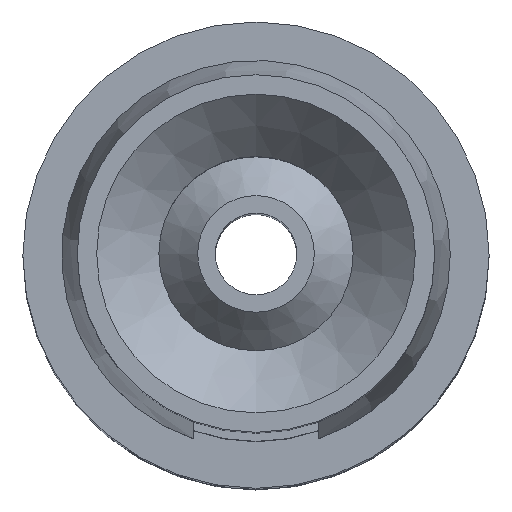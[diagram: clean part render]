
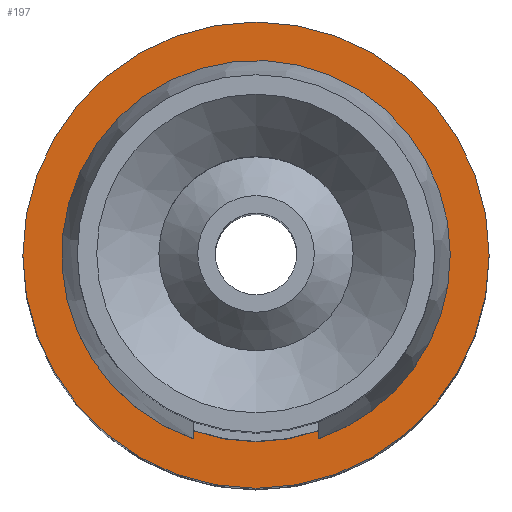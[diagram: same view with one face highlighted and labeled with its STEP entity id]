
A CAD part, top view. The second image highlights one B-rep face of the part: STEP entity #197.
In plain terms, the highlighted planar face has unit normal (0, 0, 1).
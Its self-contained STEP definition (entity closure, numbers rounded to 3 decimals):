
#120=PLANE('',#2381);
#197=ADVANCED_FACE('',(#314,#315),#120,.T.);
#314=FACE_BOUND('',#418,.T.);
#315=FACE_BOUND('',#419,.T.);
#418=EDGE_LOOP('',(#686));
#419=EDGE_LOOP('',(#687));
#686=ORIENTED_EDGE('',*,*,#965,.T.);
#687=ORIENTED_EDGE('',*,*,#886,.F.);
#756=VERTEX_POINT('',#3814);
#830=VERTEX_POINT('',#4311);
#886=EDGE_CURVE('',#756,#756,#1063,.T.);
#965=EDGE_CURVE('',#830,#830,#1106,.T.);
#1063=CIRCLE('',#2285,3.);
#1106=CIRCLE('',#2378,2.4);
#2285=AXIS2_PLACEMENT_3D('',#3813,#2582,#2583);
#2378=AXIS2_PLACEMENT_3D('',#4310,#2781,#2782);
#2381=AXIS2_PLACEMENT_3D('',#4314,#2787,#2788);
#2582=DIRECTION('',(0.,0.,-1.));
#2583=DIRECTION('',(1.,0.,0.));
#2781=DIRECTION('',(0.,0.,-1.));
#2782=DIRECTION('',(1.,0.,0.));
#2787=DIRECTION('',(0.,0.,1.));
#2788=DIRECTION('',(0.,-1.,0.));
#3813=CARTESIAN_POINT('',(0.,0.,18.7));
#3814=CARTESIAN_POINT('',(3.,0.,18.7));
#4310=CARTESIAN_POINT('',(0.,0.,18.7));
#4311=CARTESIAN_POINT('',(2.4,0.,18.7));
#4314=CARTESIAN_POINT('',(-3.3,3.3,18.7));
